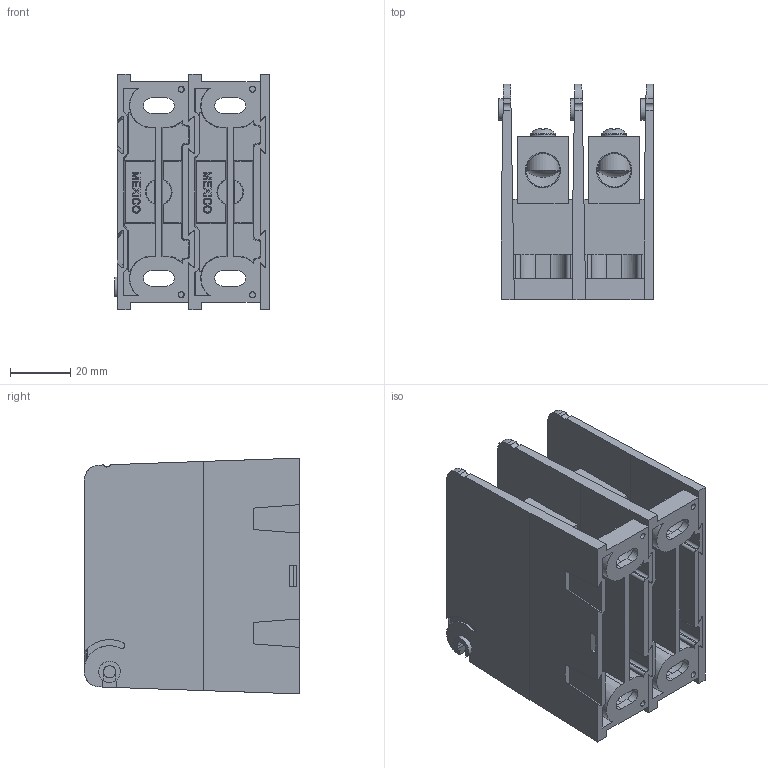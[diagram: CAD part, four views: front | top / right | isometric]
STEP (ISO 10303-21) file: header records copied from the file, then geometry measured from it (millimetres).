
FILE_DESCRIPTION (( 'STEP AP214' ), '1' );
FILE_NAME ('701925rev-2P.STEP', '2014-01-13T15:49:00', ( '' ), ( '' ), 'SwSTEP 2.0', 'SolidWorks 2013', '' );
FILE_SCHEMA (( 'AUTOMOTIVE_DESIGN' ));
Length unit declared in the file: inch
Products named in the file (1): 701925rev-2P
Bounding box: 51.16 x 71.37 x 78.11 mm (x, y, z)
Volume: 99700.8 mm3; surface area: 72191.5 mm2
Topology: 11 solids, 11 shells, 745 faces, 2002 edges, 1326 vertices
Faces by surface type: plane 443, cylinder 124, bspline 118, cone 52, torus 6, sphere 2
Full cylindrical faces by diameter (mm): 3.658 x2, 4.064 x1, 5.41 x2, 7.112 x1, 8.179 x2, 9.931 x4, 11.112 x4, 11.125 x4
Entity records: 40814 total; most frequent: CARTESIAN_POINT 13943, ORIENTED_EDGE 3864, DIRECTION 2990, EDGE_CURVE 1932, VERTEX_POINT 1306, VECTOR 1276, LINE 1276, EDGE_LOOP 858
